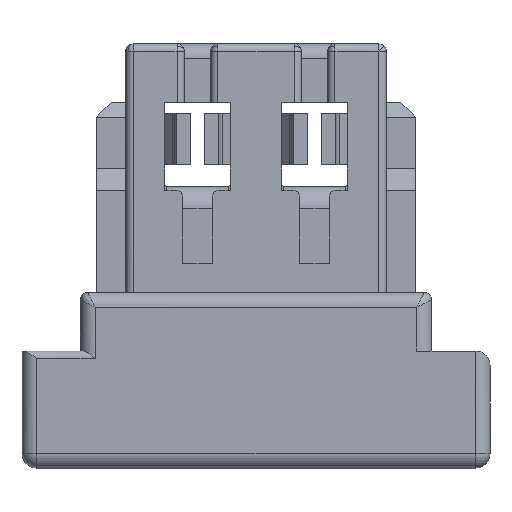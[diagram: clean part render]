
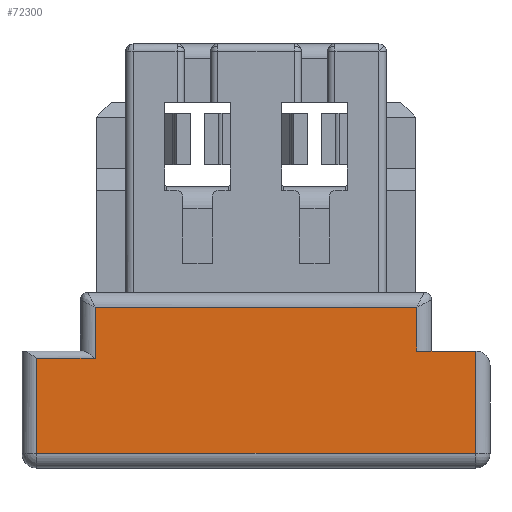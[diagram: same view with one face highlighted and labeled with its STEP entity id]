
A CAD part, front view. The second image highlights one B-rep face of the part: STEP entity #72300.
In plain terms, the highlighted planar face has unit normal (0, -1, 0).
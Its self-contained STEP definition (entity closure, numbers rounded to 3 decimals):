
#440=CARTESIAN_POINT('',(-8.3,0.,1.1));
#450=VERTEX_POINT('',#440);
#11360=CARTESIAN_POINT('',(-8.7,0.,0.75));
#11370=VERTEX_POINT('',#11360);
#11400=CARTESIAN_POINT('',(-8.7,0.,0.));
#11410=DIRECTION('',(0.,0.,1.));
#11420=VECTOR('',#11410,1.);
#11430=LINE('',#11400,#11420);
#11440=CARTESIAN_POINT('',(-8.7,0.,0.1));
#11450=VERTEX_POINT('',#11440);
#11460=EDGE_CURVE('',#11450,#11370,#11430,.T.);
#11720=CARTESIAN_POINT('',(-8.3,0.,1.172));
#11730=DIRECTION('',(0.,0.,-1.));
#11740=VECTOR('',#11730,1.);
#11750=LINE('',#11720,#11740);
#11760=CARTESIAN_POINT('',(-8.3,0.,0.75));
#11770=VERTEX_POINT('',#11760);
#11780=EDGE_CURVE('',#450,#11770,#11750,.T.);
#15350=CARTESIAN_POINT('',(0.,0.,0.75));
#15360=DIRECTION('',(1.,0.,0.));
#15370=VECTOR('',#15360,1.);
#15380=LINE('',#15350,#15370);
#15390=EDGE_CURVE('',#11370,#11770,#15380,.T.);
#56710=CARTESIAN_POINT('',(-6.1,0.,1.1));
#56720=VERTEX_POINT('',#56710);
#56750=CARTESIAN_POINT('',(8.684,0.,1.1));
#56760=DIRECTION('',(-1.,0.,0.));
#56770=VECTOR('',#56760,1.);
#56780=LINE('',#56750,#56770);
#56790=EDGE_CURVE('',#56720,#450,#56780,.T.);
#71890=CARTESIAN_POINT('',(-4.8,0.,0.6));
#71900=DIRECTION('',(0.,-1.,0.));
#71910=DIRECTION('',(1.,0.,0.));
#71920=AXIS2_PLACEMENT_3D('',#71890,#71900,#71910);
#71930=PLANE('',#71920);
#71940=CARTESIAN_POINT('',(-6.1,0.,0.028));
#71950=DIRECTION('',(0.,0.,1.));
#71960=VECTOR('',#71950,1.);
#71970=LINE('',#71940,#71960);
#71980=CARTESIAN_POINT('',(-6.1,0.,0.8));
#71990=VERTEX_POINT('',#71980);
#72000=EDGE_CURVE('',#71990,#56720,#71970,.T.);
#72010=ORIENTED_EDGE('',*,*,#72000,.T.);
#72020=CARTESIAN_POINT('',(-6.1,0.,0.8));
#72030=DIRECTION('',(1.,0.,0.));
#72040=VECTOR('',#72030,1.);
#72050=LINE('',#72020,#72040);
#72060=CARTESIAN_POINT('',(-5.7,0.,0.8));
#72070=VERTEX_POINT('',#72060);
#72080=EDGE_CURVE('',#71990,#72070,#72050,.T.);
#72090=ORIENTED_EDGE('',*,*,#72080,.F.);
#72100=CARTESIAN_POINT('',(-5.7,0.,0.));
#72110=DIRECTION('',(0.,0.,1.));
#72120=VECTOR('',#72110,1.);
#72130=LINE('',#72100,#72120);
#72140=CARTESIAN_POINT('',(-5.7,0.,0.1));
#72150=VERTEX_POINT('',#72140);
#72160=EDGE_CURVE('',#72150,#72070,#72130,.T.);
#72170=ORIENTED_EDGE('',*,*,#72160,.T.);
#72180=CARTESIAN_POINT('',(-14.4,0.,0.1));
#72190=DIRECTION('',(1.,0.,0.));
#72200=VECTOR('',#72190,1.);
#72210=LINE('',#72180,#72200);
#72220=EDGE_CURVE('',#11450,#72150,#72210,.T.);
#72230=ORIENTED_EDGE('',*,*,#72220,.T.);
#72240=ORIENTED_EDGE('',*,*,#11460,.F.);
#72250=ORIENTED_EDGE('',*,*,#15390,.F.);
#72260=ORIENTED_EDGE('',*,*,#11780,.T.);
#72270=ORIENTED_EDGE('',*,*,#56790,.T.);
#72280=EDGE_LOOP('',(#72270,#72260,#72250,#72240,#72230,#72170,#72090,
#72010));
#72290=FACE_OUTER_BOUND('',#72280,.T.);
#72300=ADVANCED_FACE('',(#72290),#71930,.T.);
